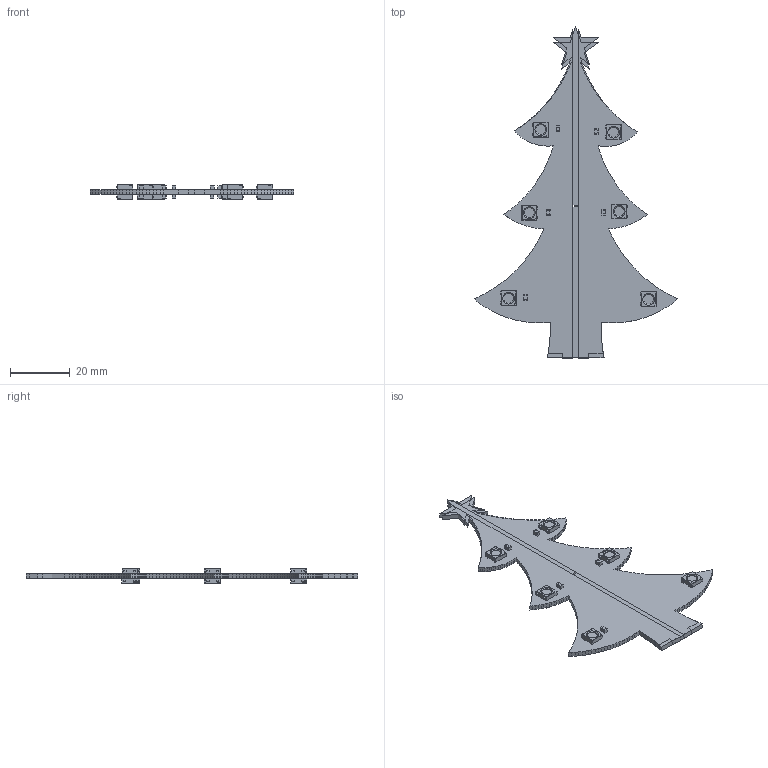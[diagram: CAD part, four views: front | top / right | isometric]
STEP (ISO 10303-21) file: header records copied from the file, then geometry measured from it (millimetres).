
FILE_DESCRIPTION(('FreeCAD Model'),'2;1');
FILE_NAME('Open CASCADE Shape Model','2023-11-12T23:10:49',('Author'),( ''),'Open CASCADE STEP processor 7.6','FreeCAD','Unknown');
FILE_SCHEMA(('AUTOMOTIVE_DESIGN { 1 0 10303 214 1 1 1 1 }'));
Length unit declared in the file: millimetre
Products named in the file (31): Unnamed; Arbolito Tronco 1; C_0805_2012Metric; SOLID; LED_WS2812B_PLCC4_5.0x5.0mm_P3.2mm; SOLID001; C_0805_2012Metric001; LED_WS2812B_PLCC4_5.0x5.0mm_P3.2mm001; LED_WS2812B_PLCC4_5.0x5.0mm_P3.2mm002; C_0805_2012Metric002; LED_WS2812B_PLCC4_5.0x5.0mm_P3.2mm003; LED_WS2812B_PLCC4_5.0x5.0mm_P3.2mm004; C_0805_2012Metric003; LED_WS2812B_PLCC4_5.0x5.0mm_P3.2mm005; LED_WS2812B_PLCC4_5.0x5.0mm_P3.2mm006; LED_WS2812B_PLCC4_5.0x5.0mm_P3.2mm007; C_0805_2012Metric004; C_0805_2012Metric005; PCB; Arbolito Tronco 2 1; C_0805_2012Metric006; SOLID014; LED_WS2812B_PLCC4_5.0x5.0mm_P3.2mm008; SOLID015; C_0805_2012Metric007; LED_WS2812B_PLCC4_5.0x5.0mm_P3.2mm009; LED_WS2812B_PLCC4_5.0x5.0mm_P3.2mm010; LED_WS2812B_PLCC4_5.0x5.0mm_P3.2mm011; C_0805_2012Metric008; C_0805_2012Metric009; PCB001
Assembly tree (48 placements, depth 4):
  Unnamed
    Arbolito Tronco 1
      C_0805_2012Metric
        SOLID
      LED_WS2812B_PLCC4_5.0x5.0mm_P3.2mm
        SOLID001
      C_0805_2012Metric001
        SOLID
      LED_WS2812B_PLCC4_5.0x5.0mm_P3.2mm001
        SOLID001
      LED_WS2812B_PLCC4_5.0x5.0mm_P3.2mm002
        SOLID001
      C_0805_2012Metric002
        SOLID
      LED_WS2812B_PLCC4_5.0x5.0mm_P3.2mm003
        SOLID001
      LED_WS2812B_PLCC4_5.0x5.0mm_P3.2mm004
        SOLID001
      C_0805_2012Metric003
        SOLID
      LED_WS2812B_PLCC4_5.0x5.0mm_P3.2mm005
        SOLID001
      LED_WS2812B_PLCC4_5.0x5.0mm_P3.2mm006
        SOLID001
      LED_WS2812B_PLCC4_5.0x5.0mm_P3.2mm007
        SOLID001
      C_0805_2012Metric004
        SOLID
      C_0805_2012Metric005
        SOLID
      PCB
    Arbolito Tronco 2 1
      C_0805_2012Metric006
        SOLID014
      LED_WS2812B_PLCC4_5.0x5.0mm_P3.2mm008
        SOLID015
      C_0805_2012Metric007
        SOLID014
      LED_WS2812B_PLCC4_5.0x5.0mm_P3.2mm009
        SOLID015
      LED_WS2812B_PLCC4_5.0x5.0mm_P3.2mm010
        SOLID015
      LED_WS2812B_PLCC4_5.0x5.0mm_P3.2mm011
        SOLID015
      C_0805_2012Metric008
        SOLID014
      C_0805_2012Metric009
        SOLID014
      PCB001
Bounding box: 68.16 x 111.05 x 4.9 mm (x, y, z)
Volume: 9792.6 mm3; surface area: 14535.2 mm2
Topology: 24 solids, 24 shells, 1676 faces, 4860 edges, 3216 vertices
Faces by surface type: plane 1280, cylinder 384, cone 12
Full cylindrical faces by diameter (mm): 3.333 x12
Entity records: 27631 total; most frequent: CARTESIAN_POINT 4607, ORIENTED_EDGE 4548, DIRECTION 4044, EDGE_CURVE 2274, LINE 2146, VECTOR 2146, VERTEX_POINT 1512, AXIS2_PLACEMENT_3D 949
